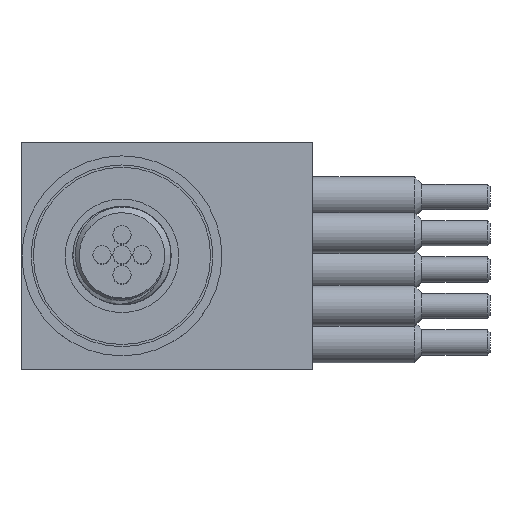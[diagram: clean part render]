
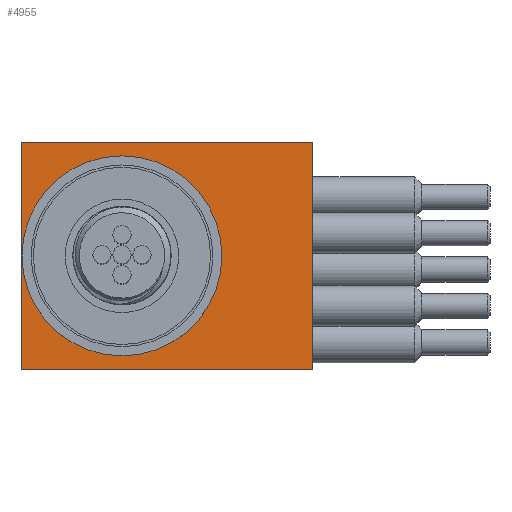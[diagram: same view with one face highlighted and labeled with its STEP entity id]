
A CAD part, top view. The second image highlights one B-rep face of the part: STEP entity #4955.
In plain terms, the highlighted planar face has unit normal (0, 0, 1).
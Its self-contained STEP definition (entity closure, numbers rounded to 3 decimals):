
#191=LINE($,#10405,#583);
#398=LINE($,#12235,#790);
#399=LINE($,#12236,#791);
#400=LINE($,#12238,#792);
#401=LINE($,#12239,#793);
#583=VECTOR($,#5610,25.);
#790=VECTOR($,#5993,32.);
#791=VECTOR($,#5994,12.5);
#792=VECTOR($,#5995,12.5);
#793=VECTOR($,#5996,32.);
#921=PLANE($,#5175);
#1071=CIRCLE($,#5173,11.);
#1352=FACE_OUTER_BOUND($,#1697,.T.);
#1697=EDGE_LOOP($,(#4401,#4402,#4403,#4404,#4405,#4406));
#2155=VERTEX_POINT($,#10403);
#2156=VERTEX_POINT($,#10404);
#2398=VERTEX_POINT($,#12230);
#2399=VERTEX_POINT($,#12234);
#2400=VERTEX_POINT($,#12237);
#2714=EDGE_CURVE($,#2155,#2156,#191,.T.);
#3070=EDGE_CURVE($,#2398,#2398,#1071,.T.);
#3071=EDGE_CURVE($,#2399,#2155,#398,.T.);
#3072=EDGE_CURVE($,#2398,#2399,#399,.T.);
#3073=EDGE_CURVE($,#2400,#2398,#400,.T.);
#3074=EDGE_CURVE($,#2156,#2400,#401,.T.);
#4401=ORIENTED_EDGE($,*,*,#2714,.F.);
#4402=ORIENTED_EDGE($,*,*,#3071,.F.);
#4403=ORIENTED_EDGE($,*,*,#3072,.F.);
#4404=ORIENTED_EDGE($,*,*,#3070,.T.);
#4405=ORIENTED_EDGE($,*,*,#3073,.F.);
#4406=ORIENTED_EDGE($,*,*,#3074,.F.);
#4955=ADVANCED_FACE($,(#1352),#921,.T.);
#5173=AXIS2_PLACEMENT_3D($,#12231,#5987,#5988);
#5175=AXIS2_PLACEMENT_3D($,#12233,#5991,#5992);
#5610=DIRECTION($,(0.,-1.,0.));
#5987=DIRECTION('center_axis',(0.,0.,-1.));
#5988=DIRECTION('ref_axis',(-1.,0.,0.));
#5991=DIRECTION('center_axis',(0.,0.,1.));
#5992=DIRECTION('ref_axis',(1.,0.,0.));
#5993=DIRECTION($,(1.,0.,0.));
#5994=DIRECTION($,(0.,1.,0.));
#5995=DIRECTION($,(0.,1.,0.));
#5996=DIRECTION($,(-1.,0.,0.));
#10403=CARTESIAN_POINT('',(16.,12.5,7.));
#10404=CARTESIAN_POINT('',(16.,-12.5,7.));
#10405=CARTESIAN_POINT($,(16.,-12.5,7.));
#12230=CARTESIAN_POINT('',(-16.,0.,7.));
#12231=CARTESIAN_POINT('Origin',(-5.,0.,7.));
#12233=CARTESIAN_POINT('Origin',(0.,0.,7.));
#12234=CARTESIAN_POINT('',(-16.,12.5,7.));
#12235=CARTESIAN_POINT($,(16.,12.5,7.));
#12236=CARTESIAN_POINT($,(-16.,12.5,7.));
#12237=CARTESIAN_POINT('',(-16.,-12.5,7.));
#12238=CARTESIAN_POINT($,(-16.,12.5,7.));
#12239=CARTESIAN_POINT($,(-16.,-12.5,7.));
